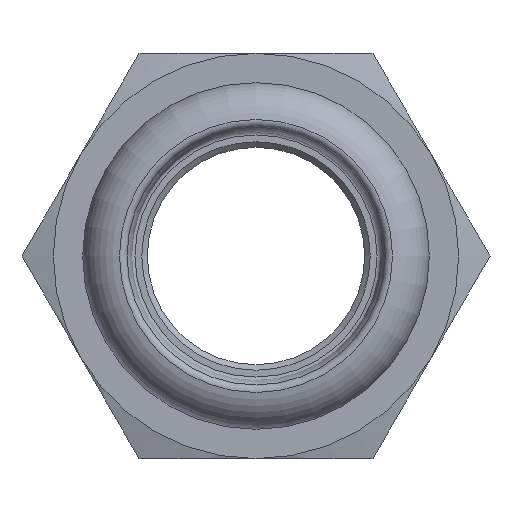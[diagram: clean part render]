
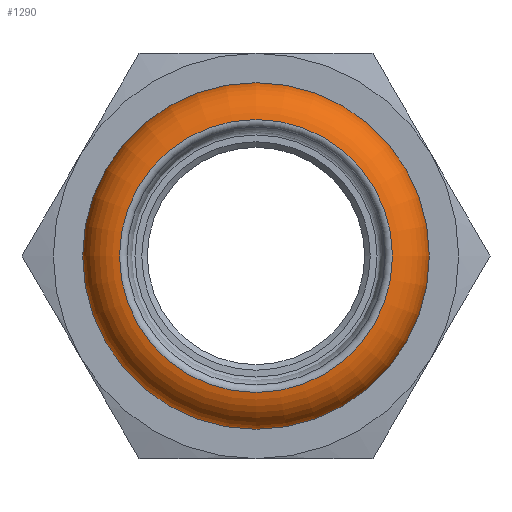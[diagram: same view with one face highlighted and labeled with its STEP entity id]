
A CAD part, front view. The second image highlights one B-rep face of the part: STEP entity #1290.
In plain terms, the highlighted toroidal (fillet/blend) face has major radius 11.646 mm and minor radius 3.759 mm.
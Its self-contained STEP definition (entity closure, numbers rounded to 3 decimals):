
#232=FACE_OUTER_BOUND('',#318,.T.);
#318=EDGE_LOOP('',(#872,#873,#874,#875,#876,#877));
#417=CIRCLE('',#1397,12.65);
#418=CIRCLE('',#1398,12.65);
#419=CIRCLE('',#1399,3.759);
#420=CIRCLE('',#1400,12.127);
#421=CIRCLE('',#1401,12.127);
#535=VERTEX_POINT('',#2051);
#536=VERTEX_POINT('',#2052);
#537=VERTEX_POINT('',#2055);
#538=VERTEX_POINT('',#2057);
#667=EDGE_CURVE('',#535,#536,#417,.T.);
#668=EDGE_CURVE('',#536,#535,#418,.T.);
#669=EDGE_CURVE('',#536,#537,#419,.T.);
#670=EDGE_CURVE('',#537,#538,#420,.T.);
#671=EDGE_CURVE('',#538,#537,#421,.T.);
#872=ORIENTED_EDGE('',*,*,#667,.F.);
#873=ORIENTED_EDGE('',*,*,#668,.F.);
#874=ORIENTED_EDGE('',*,*,#669,.T.);
#875=ORIENTED_EDGE('',*,*,#670,.T.);
#876=ORIENTED_EDGE('',*,*,#671,.T.);
#877=ORIENTED_EDGE('',*,*,#669,.F.);
#1282=TOROIDAL_SURFACE('',#1396,11.646,3.759);
#1290=ADVANCED_FACE('',(#232),#1282,.T.);
#1396=AXIS2_PLACEMENT_3D('',#2050,#1602,#1603);
#1397=AXIS2_PLACEMENT_3D('',#2053,#1604,#1605);
#1398=AXIS2_PLACEMENT_3D('',#2054,#1606,#1607);
#1399=AXIS2_PLACEMENT_3D('',#2056,#1608,#1609);
#1400=AXIS2_PLACEMENT_3D('',#2058,#1610,#1611);
#1401=AXIS2_PLACEMENT_3D('',#2059,#1612,#1613);
#1602=DIRECTION('center_axis',(0.,1.,0.));
#1603=DIRECTION('ref_axis',(0.,0.,1.));
#1604=DIRECTION('center_axis',(0.,1.,0.));
#1605=DIRECTION('ref_axis',(0.,0.,1.));
#1606=DIRECTION('center_axis',(0.,1.,0.));
#1607=DIRECTION('ref_axis',(0.,0.,1.));
#1608=DIRECTION('center_axis',(-1.,0.,0.));
#1609=DIRECTION('ref_axis',(0.,0.,-1.));
#1610=DIRECTION('center_axis',(0.,1.,0.));
#1611=DIRECTION('ref_axis',(0.,0.,1.));
#1612=DIRECTION('center_axis',(0.,1.,0.));
#1613=DIRECTION('ref_axis',(0.,0.,1.));
#2050=CARTESIAN_POINT('Origin',(0.,3.733,0.));
#2051=CARTESIAN_POINT('',(0.,7.355,12.65));
#2052=CARTESIAN_POINT('',(0.,7.355,-12.65));
#2053=CARTESIAN_POINT('Origin',(0.,7.355,0.));
#2054=CARTESIAN_POINT('Origin',(0.,7.355,0.));
#2055=CARTESIAN_POINT('',(0.,0.005,-12.127));
#2056=CARTESIAN_POINT('Origin',(0.,3.733,
-11.646));
#2057=CARTESIAN_POINT('',(0.,0.005,12.127));
#2058=CARTESIAN_POINT('Origin',(0.,0.005,0.));
#2059=CARTESIAN_POINT('Origin',(0.,0.005,0.));
